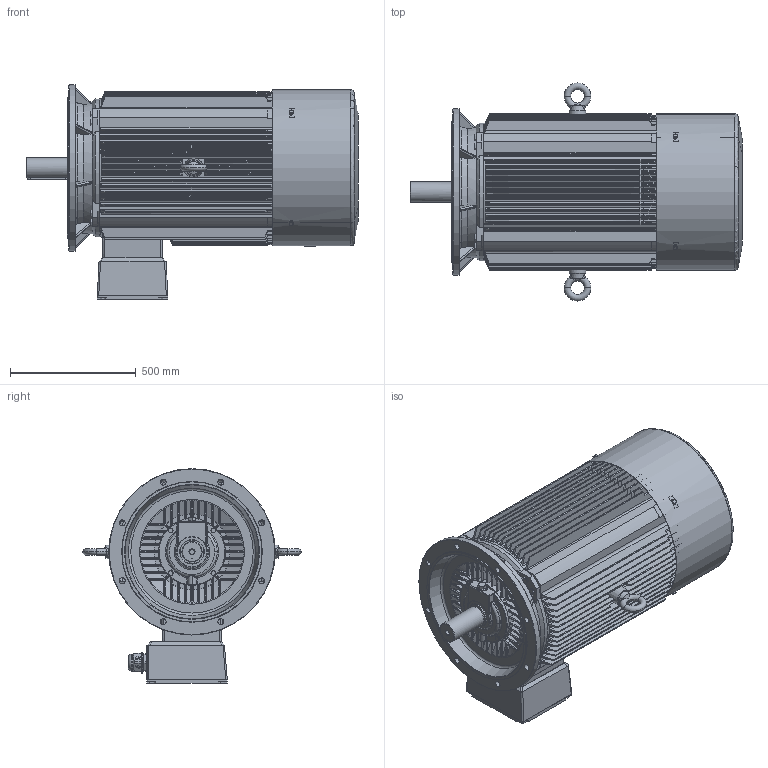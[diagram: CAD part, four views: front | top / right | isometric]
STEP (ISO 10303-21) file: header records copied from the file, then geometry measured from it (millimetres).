
FILE_DESCRIPTION(/* description */ (''),/* implementation_level */ '2;1');
FILE_NAME(/* name */ 'JM2-315M.L-4.6.8-B5.stp',/* time_stamp */ '2016-11-29T10:03:13+08:00',/* author */ (''),/* organization */ (''),/* preprocessor_version */ 'ST-DEVELOPER v16',/* originating_system */ 'SIEMENS PLM Software NX 10.0',/* authorisation */ '');
FILE_SCHEMA (('CONFIG_CONTROL_DESIGN'));
Products named in the file (1): JM2-315M.L-4.6.8-B5
Bounding box: 1318.03 x 866 x 852.29 mm (x, y, z)
Volume: 64895099.1 mm3; surface area: 11511588.8 mm2
Topology: 47 solids, 47 shells, 5647 faces, 15510 edges, 10088 vertices
Faces by surface type: plane 3315, cylinder 1112, cone 615, torus 304, bspline 287, sphere 14
Full cylindrical faces by diameter (mm): 2 x2, 10 x3, 12 x4, 18 x1, 20 x2, 24 x7, 43.312 x2, 51.188 x4, 61.031 x12, 63 x4, 64.969 x12, 67.922 x2, 80 x1, 83.672 x2, 91.5 x1, 94 x1, 95 x3, 108 x1, 110 x1, 120 x1, 200 x1, 265 x2, 510.694 x1, 528 x2, 620 x1, 660.578 x1
Entity records: 196658 total; most frequent: CARTESIAN_POINT 57190, ORIENTED_EDGE 30526, DIRECTION 25465, EDGE_CURVE 15263, VERTEX_POINT 9987, LINE 9555, VECTOR 9555, AXIS2_PLACEMENT_3D 7955
